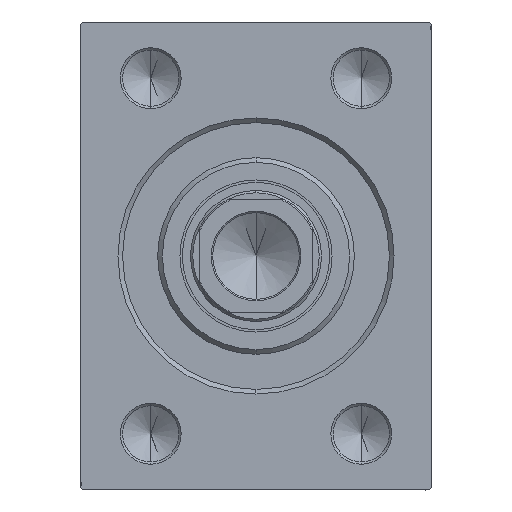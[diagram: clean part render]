
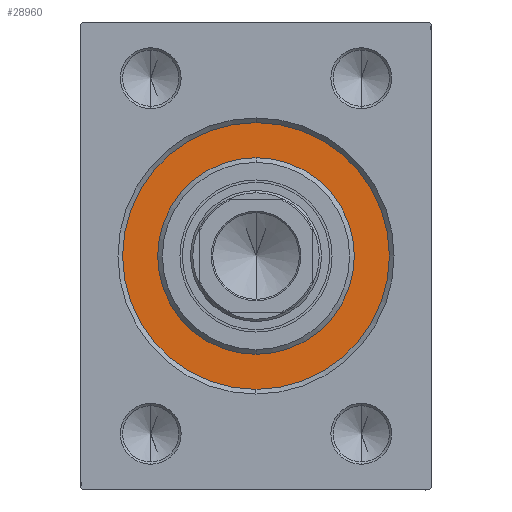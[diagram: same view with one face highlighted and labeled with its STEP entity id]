
A CAD part, left-side view. The second image highlights one B-rep face of the part: STEP entity #28960.
In plain terms, the highlighted face is planar.
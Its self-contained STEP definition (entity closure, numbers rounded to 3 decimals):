
#525 = DIRECTION ( 'NONE',  ( 0., 0., 1. ) ) ;
#2153 = CARTESIAN_POINT ( 'NONE',  ( 0., 0., 0. ) ) ;
#2372 = DIRECTION ( 'NONE',  ( 0., 0., 1. ) ) ;
#6277 = CARTESIAN_POINT ( 'NONE',  ( 0., 0., -21. ) ) ;
#6634 = PLANE ( 'NONE',  #14652 ) ;
#7596 = EDGE_LOOP ( 'NONE', ( #20158, #43535 ) ) ;
#9125 = EDGE_CURVE ( 'NONE', #26260, #20304, #12823, .T. ) ;
#9522 = CARTESIAN_POINT ( 'NONE',  ( 0., 0., 0. ) ) ;
#11479 = CIRCLE ( 'NONE', #41922, 21. ) ;
#11928 = EDGE_CURVE ( 'NONE', #18929, #37880, #33900, .T. ) ;
#12823 = CIRCLE ( 'NONE', #38158, 28.5 ) ;
#13904 = DIRECTION ( 'NONE',  ( 0., 0., 1. ) ) ;
#14343 = FACE_OUTER_BOUND ( 'NONE', #43305, .T. ) ;
#14652 = AXIS2_PLACEMENT_3D ( 'NONE', #17530, #20709, #13904 ) ;
#15449 = EDGE_CURVE ( 'NONE', #37880, #18929, #11479, .T. ) ;
#15778 = DIRECTION ( 'NONE',  ( -1., 0., 0. ) ) ;
#17530 = CARTESIAN_POINT ( 'NONE',  ( 0., 0., 0. ) ) ;
#17668 = ORIENTED_EDGE ( 'NONE', *, *, #9125, .F. ) ;
#18929 = VERTEX_POINT ( 'NONE', #6277 ) ;
#19133 = CARTESIAN_POINT ( 'NONE',  ( 0., 0., -28.5 ) ) ;
#19373 = EDGE_CURVE ( 'NONE', #20304, #26260, #34709, .T. ) ;
#20158 = ORIENTED_EDGE ( 'NONE', *, *, #15449, .F. ) ;
#20304 = VERTEX_POINT ( 'NONE', #19133 ) ;
#20709 = DIRECTION ( 'NONE',  ( -1., 0., 0. ) ) ;
#21187 = CARTESIAN_POINT ( 'NONE',  ( 0., 0., 0. ) ) ;
#23405 = CARTESIAN_POINT ( 'NONE',  ( 0., 0., 0. ) ) ;
#26133 = DIRECTION ( 'NONE',  ( 1., 0., 0. ) ) ;
#26260 = VERTEX_POINT ( 'NONE', #39978 ) ;
#27206 = DIRECTION ( 'NONE',  ( 0., 0., -1. ) ) ;
#28960 = ADVANCED_FACE ( 'NONE', ( #41347, #14343 ), #6634, .F. ) ;
#29152 = CARTESIAN_POINT ( 'NONE',  ( 0., 0., 21. ) ) ;
#29506 = ORIENTED_EDGE ( 'NONE', *, *, #19373, .F. ) ;
#32447 = AXIS2_PLACEMENT_3D ( 'NONE', #23405, #26133, #37016 ) ;
#33900 = CIRCLE ( 'NONE', #32447, 21. ) ;
#34709 = CIRCLE ( 'NONE', #41916, 28.5 ) ;
#35014 = DIRECTION ( 'NONE',  ( -1., 0., 0. ) ) ;
#37016 = DIRECTION ( 'NONE',  ( 0., 0., -1. ) ) ;
#37880 = VERTEX_POINT ( 'NONE', #29152 ) ;
#38158 = AXIS2_PLACEMENT_3D ( 'NONE', #2153, #15778, #2372 ) ;
#39978 = CARTESIAN_POINT ( 'NONE',  ( 0., 0., 28.5 ) ) ;
#40154 = DIRECTION ( 'NONE',  ( 1., 0., 0. ) ) ;
#41347 = FACE_BOUND ( 'NONE', #7596, .T. ) ;
#41916 = AXIS2_PLACEMENT_3D ( 'NONE', #21187, #35014, #525 ) ;
#41922 = AXIS2_PLACEMENT_3D ( 'NONE', #9522, #40154, #27206 ) ;
#43305 = EDGE_LOOP ( 'NONE', ( #29506, #17668 ) ) ;
#43535 = ORIENTED_EDGE ( 'NONE', *, *, #11928, .F. ) ;
